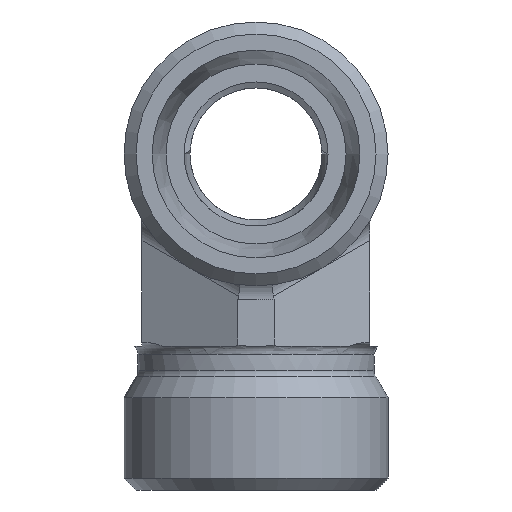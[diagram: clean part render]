
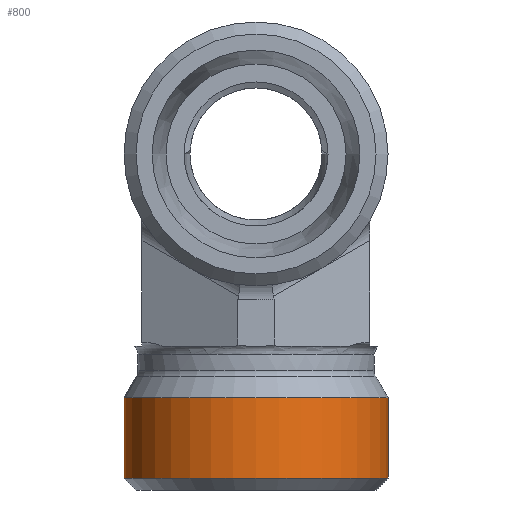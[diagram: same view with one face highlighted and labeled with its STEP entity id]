
A CAD part, front view. The second image highlights one B-rep face of the part: STEP entity #800.
In plain terms, the highlighted cylindrical face has radius 11 mm (diameter 22 mm), a full revolution.
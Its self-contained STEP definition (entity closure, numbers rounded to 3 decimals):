
#769=CARTESIAN_POINT('',(-7.985,9.544,-11.));
#770=VERTEX_POINT('',#769);
#771=CARTESIAN_POINT('',(-18.985,9.544,-11.));
#772=DIRECTION('',(0.0,0.0,-1.0));
#773=DIRECTION('',(-1.0,0.0,0.0));
#774=AXIS2_PLACEMENT_3D('',#771,#772,#773);
#775=CIRCLE('',#774,11.0);
#776=EDGE_CURVE('',#770,#770,#775,.T.);
#781=CARTESIAN_POINT('',(-18.985,9.544,-12.0));
#782=DIRECTION('',(0.,0.,1.0));
#783=DIRECTION('',(-1.0,0.0,0.0));
#784=AXIS2_PLACEMENT_3D('',#781,#782,#783);
#785=CYLINDRICAL_SURFACE('',#784,11.0);
#786=CARTESIAN_POINT('',(-29.985,9.544,-4.292));
#787=VERTEX_POINT('',#786);
#788=CARTESIAN_POINT('',(-18.985,9.544,-4.292));
#789=DIRECTION('',(0.0,0.0,-1.0));
#790=DIRECTION('',(-1.0,0.0,0.0));
#791=AXIS2_PLACEMENT_3D('',#788,#789,#790);
#792=CIRCLE('',#791,11.0);
#793=EDGE_CURVE('',#787,#787,#792,.T.);
#794=ORIENTED_EDGE('',*,*,#793,.T.);
#795=EDGE_LOOP('',(#794));
#796=FACE_OUTER_BOUND('',#795,.T.);
#797=ORIENTED_EDGE('',*,*,#776,.F.);
#798=EDGE_LOOP('',(#797));
#799=FACE_BOUND('',#798,.T.);
#800=ADVANCED_FACE('',(#796,#799),#785,.T.);
